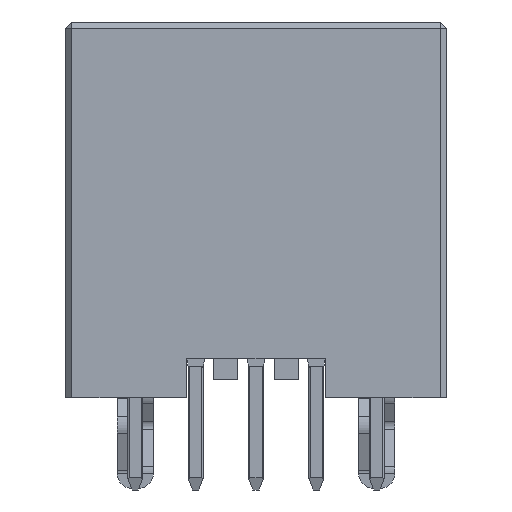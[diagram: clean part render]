
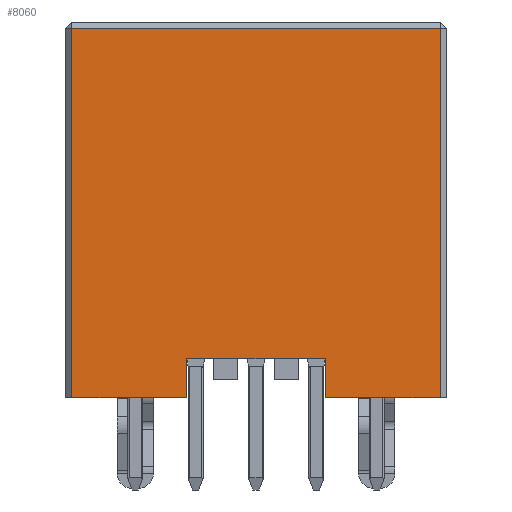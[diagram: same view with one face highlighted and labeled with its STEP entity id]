
A CAD part, front view. The second image highlights one B-rep face of the part: STEP entity #8060.
In plain terms, the highlighted planar face has unit normal (0, -1, 0).
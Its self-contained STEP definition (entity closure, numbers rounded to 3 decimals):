
#1737=CARTESIAN_POINT('',(3.3,-5.65,-12.45));
#1738=VERTEX_POINT('',#1737);
#1745=CARTESIAN_POINT('',(3.3,-5.65,-11.15));
#1746=VERTEX_POINT('',#1745);
#1747=CARTESIAN_POINT('',(3.3,-5.65,-12.45));
#1748=DIRECTION('',(0.,0.,1.));
#1749=VECTOR('',#1748,1.3);
#1750=LINE('',#1747,#1749);
#1751=EDGE_CURVE('',#1738,#1746,#1750,.T.);
#1767=CARTESIAN_POINT('',(-1.3,-5.65,-11.15));
#1768=VERTEX_POINT('',#1767);
#1769=CARTESIAN_POINT('',(-1.3,-5.65,-12.45));
#1770=VERTEX_POINT('',#1769);
#1771=CARTESIAN_POINT('',(-1.3,-5.65,-11.15));
#1772=DIRECTION('',(0.,0.,-1.));
#1773=VECTOR('',#1772,1.3);
#1774=LINE('',#1771,#1773);
#1775=EDGE_CURVE('',#1768,#1770,#1774,.T.);
#3439=CARTESIAN_POINT('',(7.1,-5.65,-12.45));
#3440=VERTEX_POINT('',#3439);
#3447=CARTESIAN_POINT('',(7.1,-5.65,-12.45));
#3448=DIRECTION('',(-1.,0.,0.));
#3449=VECTOR('',#3448,3.8);
#3450=LINE('',#3447,#3449);
#3451=EDGE_CURVE('',#3440,#1738,#3450,.T.);
#3822=CARTESIAN_POINT('',(-5.1,-5.65,-0.2));
#3823=VERTEX_POINT('',#3822);
#3840=CARTESIAN_POINT('',(-5.1,-5.65,-12.45));
#3841=VERTEX_POINT('',#3840);
#3848=CARTESIAN_POINT('',(-5.1,-5.65,-12.45));
#3849=DIRECTION('',(0.,0.,1.));
#3850=VECTOR('',#3849,12.25);
#3851=LINE('',#3848,#3850);
#3852=EDGE_CURVE('',#3841,#3823,#3851,.T.);
#4703=CARTESIAN_POINT('',(7.1,-5.65,-0.2));
#4704=VERTEX_POINT('',#4703);
#4711=CARTESIAN_POINT('',(7.1,-5.65,-0.2));
#4712=DIRECTION('',(0.,0.,-1.));
#4713=VECTOR('',#4712,12.25);
#4714=LINE('',#4711,#4713);
#4715=EDGE_CURVE('',#4704,#3440,#4714,.T.);
#8030=CARTESIAN_POINT('',(1.,-5.65,-6.325));
#8031=DIRECTION('',(1.,0.,0.));
#8032=DIRECTION('',(0.,-1.,0.));
#8033=AXIS2_PLACEMENT_3D('',#8030,#8032,#8031);
#8034=PLANE('',#8033);
#8035=CARTESIAN_POINT('',(-1.3,-5.65,-11.15));
#8036=DIRECTION('',(1.,0.,0.));
#8037=VECTOR('',#8036,4.6);
#8038=LINE('',#8035,#8037);
#8039=EDGE_CURVE('',#1768,#1746,#8038,.T.);
#8040=ORIENTED_EDGE('',*,*,#8039,.T.);
#8041=ORIENTED_EDGE('',*,*,#1751,.F.);
#8042=ORIENTED_EDGE('',*,*,#3451,.F.);
#8043=ORIENTED_EDGE('',*,*,#4715,.F.);
#8044=CARTESIAN_POINT('',(7.1,-5.65,-0.2));
#8045=DIRECTION('',(-1.,0.,0.));
#8046=VECTOR('',#8045,12.2);
#8047=LINE('',#8044,#8046);
#8048=EDGE_CURVE('',#4704,#3823,#8047,.T.);
#8049=ORIENTED_EDGE('',*,*,#8048,.T.);
#8050=ORIENTED_EDGE('',*,*,#3852,.F.);
#8051=CARTESIAN_POINT('',(-5.1,-5.65,-12.45));
#8052=DIRECTION('',(1.,0.,0.));
#8053=VECTOR('',#8052,3.8);
#8054=LINE('',#8051,#8053);
#8055=EDGE_CURVE('',#3841,#1770,#8054,.T.);
#8056=ORIENTED_EDGE('',*,*,#8055,.T.);
#8057=ORIENTED_EDGE('',*,*,#1775,.F.);
#8058=EDGE_LOOP('',(#8040,#8041,#8042,#8043,#8049,#8050,#8056,#8057));
#8059=FACE_OUTER_BOUND('',#8058,.T.);
#8060=ADVANCED_FACE('',(#8059),#8034,.T.);
